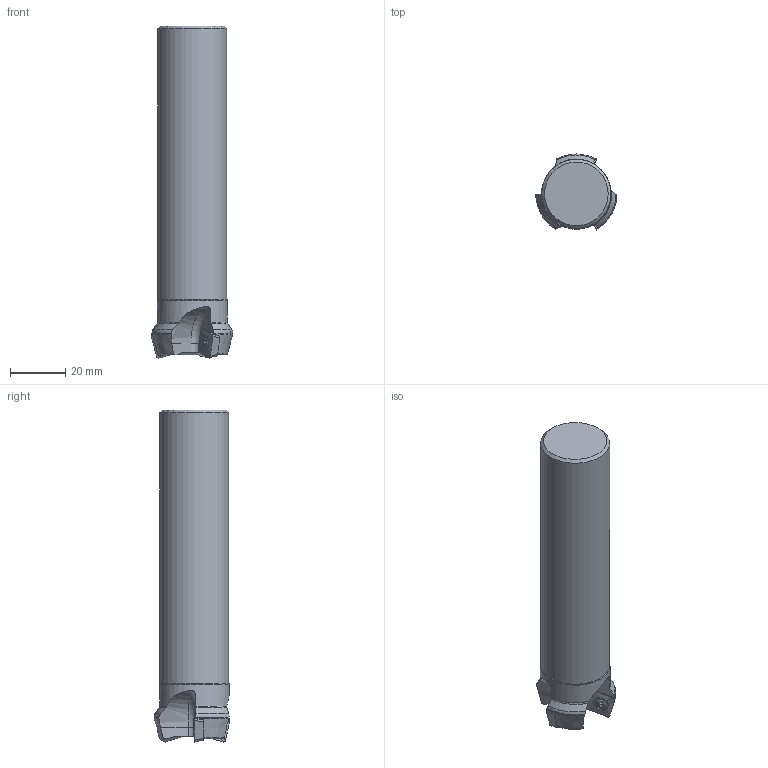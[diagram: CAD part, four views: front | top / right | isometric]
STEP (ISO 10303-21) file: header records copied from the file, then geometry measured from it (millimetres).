
FILE_DESCRIPTION(/* description */ (''),/* implementation_level */ '2;1');
FILE_NAME(/* name */ '1562146380277.stp',/* time_stamp */ '2019-07-03T15:03:21+06:00',/* author */ (''),/* organization */ ('SMS'),/* preprocessor_version */ 'ST-DEVELOPER v15',/* originating_system */ 'SIEMENS PLM Software NX 8.5',/* authorisation */ '');
FILE_SCHEMA (('AUTOMOTIVE_DESIGN { 1 0 10303 214 3 1 1 1 }'));
Length unit declared in the file: millimetre
Products named in the file (4): ASSEMBLY_CONSTRUCTION; 202410841mod000_00; 202443322mod000_00; 202443358mod000_00
Assembly tree (5 placements, depth 2):
  202443358mod000_00
    202443322mod000_00
    202410841mod000_00  x3
    ASSEMBLY_CONSTRUCTION
Bounding box: 29.45 x 27.47 x 120 mm (x, y, z)
Volume: 55847.5 mm3; surface area: 11522.5 mm2
Topology: 4 solids, 4 shells, 276 faces, 742 edges, 492 vertices
Faces by surface type: plane 101, bspline 45, cone 40, extrusion 39, torus 28, cylinder 20, sphere 3
Full cylindrical faces by diameter (mm): 2.7 x3, 3 x3, 3.4 x3, 4.2 x3, 24.994 x1, 25.217 x1
Entity records: 11016 total; most frequent: CARTESIAN_POINT 5480, ORIENTED_EDGE 1158, DIRECTION 988, EDGE_CURVE 579, AXIS2_PLACEMENT_3D 398, VERTEX_POINT 389, EDGE_LOOP 269, B_SPLINE_CURVE_WITH_KNOTS 256
